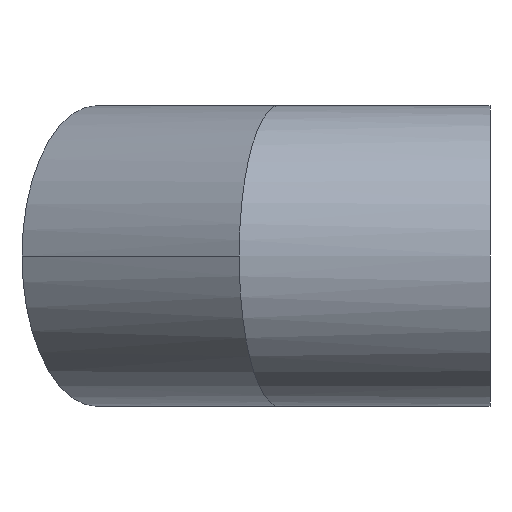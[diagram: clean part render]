
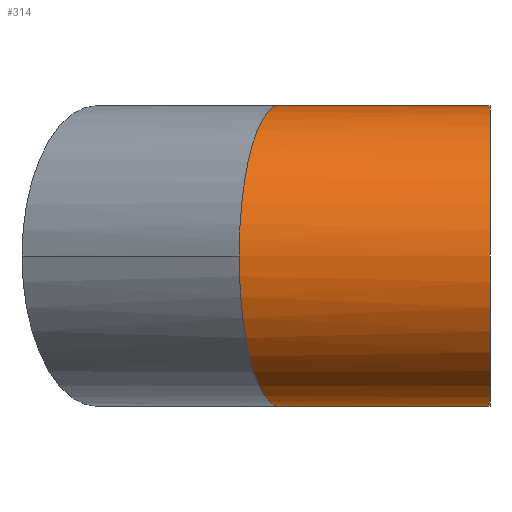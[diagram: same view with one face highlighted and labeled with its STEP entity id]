
A CAD part, left-side view. The second image highlights one B-rep face of the part: STEP entity #314.
In plain terms, the highlighted cylindrical face has radius 200 mm (diameter 400 mm), a partial arc.
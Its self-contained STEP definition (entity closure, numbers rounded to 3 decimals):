
#13 = ORIENTED_EDGE ( 'NONE', *, *, #170, .T. ) ;
#18 = EDGE_LOOP ( 'NONE', ( #378, #212, #13, #309, #120 ) ) ;
#22 = CARTESIAN_POINT ( 'NONE',  ( -200., 333.329, -117.157 ) ) ;
#27 = EDGE_CURVE ( 'NONE', #273, #56, #116, .T. ) ;
#36 = AXIS2_PLACEMENT_3D ( 'NONE', #101, #48, #313 ) ;
#48 = DIRECTION ( 'NONE',  ( 0., 1., 0. ) ) ;
#54 = CARTESIAN_POINT ( 'NONE',  ( -200., 333.329, 117.157 ) ) ;
#56 = VERTEX_POINT ( 'NONE', #282 ) ;
#84 = CARTESIAN_POINT ( 'NONE',  ( -200., 333.329, 0. ) ) ;
#88 = VERTEX_POINT ( 'NONE', #321 ) ;
#101 = CARTESIAN_POINT ( 'NONE',  ( 0., 0., 0. ) ) ;
#109 = LINE ( 'NONE', #324, #380 ) ;
#116 = CIRCLE ( 'NONE', #36, 200. ) ;
#120 = ORIENTED_EDGE ( 'NONE', *, *, #207, .T. ) ;
#140 = CARTESIAN_POINT ( 'NONE',  ( 0., 0., -200. ) ) ;
#143 = CARTESIAN_POINT ( 'NONE',  ( -117.157, 311.131, 200. ) ) ;
#144 = FACE_OUTER_BOUND ( 'NONE', #18, .T. ) ;
#160 = EDGE_CURVE ( 'NONE', #373, #311, #186, .T. ) ;
#166 = DIRECTION ( 'NONE',  ( 0., 1., 0. ) ) ;
#167 = CARTESIAN_POINT ( 'NONE',  ( 0., 0., -200. ) ) ;
#170 = EDGE_CURVE ( 'NONE', #56, #373, #109, .T. ) ;
#171 = CARTESIAN_POINT ( 'NONE',  ( 0., 0., 0. ) ) ;
#186 =( BOUNDED_CURVE ( )  B_SPLINE_CURVE ( 3, ( #294, #143, #54, #385 ),
 .UNSPECIFIED., .F., .F. ) 
 B_SPLINE_CURVE_WITH_KNOTS ( ( 4, 4 ),
 ( 4.712, 6.283 ),
 .UNSPECIFIED. ) 
 CURVE ( )  GEOMETRIC_REPRESENTATION_ITEM ( )  RATIONAL_B_SPLINE_CURVE ( ( 1., 0.805, 0.805, 1. ) ) 
 REPRESENTATION_ITEM ( '' )  );
#191 = AXIS2_PLACEMENT_3D ( 'NONE', #171, #337, #274 ) ;
#200 = LINE ( 'NONE', #140, #339 ) ;
#203 = CARTESIAN_POINT ( 'NONE',  ( -117.157, 311.131, -200. ) ) ;
#204 = CARTESIAN_POINT ( 'NONE',  ( -200., 333.329, 0. ) ) ;
#207 = EDGE_CURVE ( 'NONE', #311, #88, #288, .T. ) ;
#212 = ORIENTED_EDGE ( 'NONE', *, *, #27, .T. ) ;
#236 = EDGE_CURVE ( 'NONE', #273, #88, #200, .T. ) ;
#241 = CARTESIAN_POINT ( 'NONE',  ( 0., 279.739, 200. ) ) ;
#243 = CYLINDRICAL_SURFACE ( 'NONE', #191, 200. ) ;
#273 = VERTEX_POINT ( 'NONE', #167 ) ;
#274 = DIRECTION ( 'NONE',  ( 0., 0., 1. ) ) ;
#282 = CARTESIAN_POINT ( 'NONE',  ( 0., 0., 200. ) ) ;
#288 =( BOUNDED_CURVE ( )  B_SPLINE_CURVE ( 3, ( #84, #22, #203, #330 ),
 .UNSPECIFIED., .F., .F. ) 
 B_SPLINE_CURVE_WITH_KNOTS ( ( 4, 4 ),
 ( 0., 1.571 ),
 .UNSPECIFIED. ) 
 CURVE ( )  GEOMETRIC_REPRESENTATION_ITEM ( )  RATIONAL_B_SPLINE_CURVE ( ( 1., 0.805, 0.805, 1. ) ) 
 REPRESENTATION_ITEM ( '' )  );
#294 = CARTESIAN_POINT ( 'NONE',  ( 0., 279.739, 200. ) ) ;
#309 = ORIENTED_EDGE ( 'NONE', *, *, #160, .T. ) ;
#311 = VERTEX_POINT ( 'NONE', #204 ) ;
#313 = DIRECTION ( 'NONE',  ( 0., 0., 1. ) ) ;
#314 = ADVANCED_FACE ( 'NONE', ( #144 ), #243, .T. ) ;
#321 = CARTESIAN_POINT ( 'NONE',  ( 0., 279.739, -200. ) ) ;
#324 = CARTESIAN_POINT ( 'NONE',  ( 0., 0., 200. ) ) ;
#330 = CARTESIAN_POINT ( 'NONE',  ( 0., 279.739, -200. ) ) ;
#337 = DIRECTION ( 'NONE',  ( 0., 1., 0. ) ) ;
#339 = VECTOR ( 'NONE', #355, 1000. ) ;
#355 = DIRECTION ( 'NONE',  ( 0., 1., 0. ) ) ;
#373 = VERTEX_POINT ( 'NONE', #241 ) ;
#378 = ORIENTED_EDGE ( 'NONE', *, *, #236, .F. ) ;
#380 = VECTOR ( 'NONE', #166, 1000. ) ;
#385 = CARTESIAN_POINT ( 'NONE',  ( -200., 333.329, 0. ) ) ;
